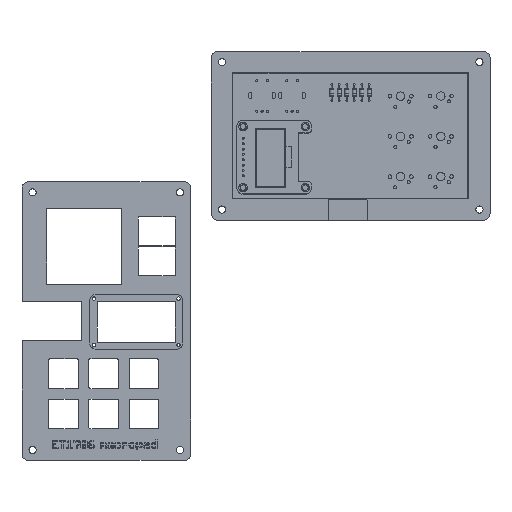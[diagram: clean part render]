
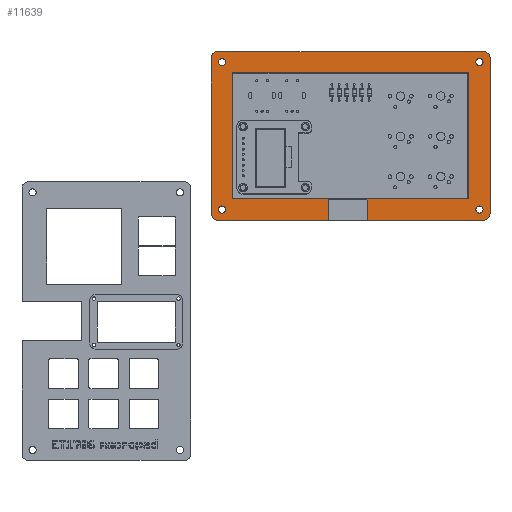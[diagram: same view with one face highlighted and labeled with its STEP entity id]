
A CAD part, top view. The second image highlights one B-rep face of the part: STEP entity #11639.
In plain terms, the highlighted planar face has unit normal (0, 0, 1).
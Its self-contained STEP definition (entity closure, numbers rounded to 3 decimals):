
#298=FACE_BOUND('',#2137,.T.);
#299=FACE_BOUND('',#2138,.T.);
#300=FACE_BOUND('',#2139,.T.);
#301=FACE_BOUND('',#2140,.T.);
#706=PLANE('',#12669);
#1310=FACE_OUTER_BOUND('',#2136,.T.);
#2136=EDGE_LOOP('',(#10624,#10625,#10626,#10627,#10628,#10629,#10630,#10631,
#10632,#10633,#10634,#10635,#10636,#10637,#10638,#10639));
#2137=EDGE_LOOP('',(#10640));
#2138=EDGE_LOOP('',(#10641));
#2139=EDGE_LOOP('',(#10642));
#2140=EDGE_LOOP('',(#10643));
#3343=LINE('',#19026,#4555);
#3344=LINE('',#19030,#4556);
#3345=LINE('',#19032,#4557);
#3346=LINE('',#19034,#4558);
#3347=LINE('',#19036,#4559);
#3348=LINE('',#19038,#4560);
#3349=LINE('',#19040,#4561);
#3350=LINE('',#19042,#4562);
#3351=LINE('',#19044,#4563);
#3352=LINE('',#19046,#4564);
#3353=LINE('',#19050,#4565);
#3354=LINE('',#19053,#4566);
#4555=VECTOR('',#15791,10.);
#4556=VECTOR('',#15794,10.);
#4557=VECTOR('',#15795,10.);
#4558=VECTOR('',#15796,10.);
#4559=VECTOR('',#15797,10.);
#4560=VECTOR('',#15798,10.);
#4561=VECTOR('',#15799,10.);
#4562=VECTOR('',#15800,10.);
#4563=VECTOR('',#15801,10.);
#4564=VECTOR('',#15802,10.);
#4565=VECTOR('',#15805,10.);
#4566=VECTOR('',#15808,10.);
#4952=CIRCLE('',#12667,3.);
#4954=CIRCLE('',#12670,3.);
#4955=CIRCLE('',#12671,3.);
#4956=CIRCLE('',#12672,3.);
#4957=CIRCLE('',#12673,1.7);
#4958=CIRCLE('',#12674,1.7);
#4959=CIRCLE('',#12675,1.7);
#4960=CIRCLE('',#12676,1.7);
#5937=VERTEX_POINT('',#19016);
#5938=VERTEX_POINT('',#19017);
#5941=VERTEX_POINT('',#19025);
#5942=VERTEX_POINT('',#19027);
#5943=VERTEX_POINT('',#19029);
#5944=VERTEX_POINT('',#19031);
#5945=VERTEX_POINT('',#19033);
#5946=VERTEX_POINT('',#19035);
#5947=VERTEX_POINT('',#19037);
#5948=VERTEX_POINT('',#19039);
#5949=VERTEX_POINT('',#19041);
#5950=VERTEX_POINT('',#19043);
#5951=VERTEX_POINT('',#19045);
#5952=VERTEX_POINT('',#19047);
#5953=VERTEX_POINT('',#19049);
#5954=VERTEX_POINT('',#19051);
#5955=VERTEX_POINT('',#19054);
#5956=VERTEX_POINT('',#19056);
#5957=VERTEX_POINT('',#19058);
#5958=VERTEX_POINT('',#19060);
#7506=EDGE_CURVE('',#5937,#5938,#4952,.T.);
#7510=EDGE_CURVE('',#5937,#5941,#3343,.T.);
#7511=EDGE_CURVE('',#5942,#5941,#4954,.T.);
#7512=EDGE_CURVE('',#5942,#5943,#3344,.T.);
#7513=EDGE_CURVE('',#5943,#5944,#3345,.T.);
#7514=EDGE_CURVE('',#5944,#5945,#3346,.T.);
#7515=EDGE_CURVE('',#5945,#5946,#3347,.T.);
#7516=EDGE_CURVE('',#5946,#5947,#3348,.T.);
#7517=EDGE_CURVE('',#5947,#5948,#3349,.T.);
#7518=EDGE_CURVE('',#5948,#5949,#3350,.T.);
#7519=EDGE_CURVE('',#5949,#5950,#3351,.T.);
#7520=EDGE_CURVE('',#5950,#5951,#3352,.T.);
#7521=EDGE_CURVE('',#5952,#5951,#4955,.T.);
#7522=EDGE_CURVE('',#5952,#5953,#3353,.T.);
#7523=EDGE_CURVE('',#5954,#5953,#4956,.T.);
#7524=EDGE_CURVE('',#5954,#5938,#3354,.T.);
#7525=EDGE_CURVE('',#5955,#5955,#4957,.T.);
#7526=EDGE_CURVE('',#5956,#5956,#4958,.T.);
#7527=EDGE_CURVE('',#5957,#5957,#4959,.T.);
#7528=EDGE_CURVE('',#5958,#5958,#4960,.T.);
#10624=ORIENTED_EDGE('',*,*,#7506,.F.);
#10625=ORIENTED_EDGE('',*,*,#7510,.T.);
#10626=ORIENTED_EDGE('',*,*,#7511,.F.);
#10627=ORIENTED_EDGE('',*,*,#7512,.T.);
#10628=ORIENTED_EDGE('',*,*,#7513,.T.);
#10629=ORIENTED_EDGE('',*,*,#7514,.T.);
#10630=ORIENTED_EDGE('',*,*,#7515,.T.);
#10631=ORIENTED_EDGE('',*,*,#7516,.T.);
#10632=ORIENTED_EDGE('',*,*,#7517,.T.);
#10633=ORIENTED_EDGE('',*,*,#7518,.T.);
#10634=ORIENTED_EDGE('',*,*,#7519,.T.);
#10635=ORIENTED_EDGE('',*,*,#7520,.T.);
#10636=ORIENTED_EDGE('',*,*,#7521,.F.);
#10637=ORIENTED_EDGE('',*,*,#7522,.T.);
#10638=ORIENTED_EDGE('',*,*,#7523,.F.);
#10639=ORIENTED_EDGE('',*,*,#7524,.T.);
#10640=ORIENTED_EDGE('',*,*,#7525,.T.);
#10641=ORIENTED_EDGE('',*,*,#7526,.T.);
#10642=ORIENTED_EDGE('',*,*,#7527,.T.);
#10643=ORIENTED_EDGE('',*,*,#7528,.T.);
#11639=ADVANCED_FACE('',(#1310,#298,#299,#300,#301),#706,.T.);
#12667=AXIS2_PLACEMENT_3D('',#19018,#15783,#15784);
#12669=AXIS2_PLACEMENT_3D('',#19024,#15789,#15790);
#12670=AXIS2_PLACEMENT_3D('',#19028,#15792,#15793);
#12671=AXIS2_PLACEMENT_3D('',#19048,#15803,#15804);
#12672=AXIS2_PLACEMENT_3D('',#19052,#15806,#15807);
#12673=AXIS2_PLACEMENT_3D('',#19055,#15809,#15810);
#12674=AXIS2_PLACEMENT_3D('',#19057,#15811,#15812);
#12675=AXIS2_PLACEMENT_3D('',#19059,#15813,#15814);
#12676=AXIS2_PLACEMENT_3D('',#19061,#15815,#15816);
#15783=DIRECTION('center_axis',(0.,0.,-1.));
#15784=DIRECTION('ref_axis',(-0.707,0.707,0.));
#15789=DIRECTION('center_axis',(0.,0.,1.));
#15790=DIRECTION('ref_axis',(1.,0.,0.));
#15791=DIRECTION('',(0.,-1.,0.));
#15792=DIRECTION('center_axis',(0.,0.,-1.));
#15793=DIRECTION('ref_axis',(-0.707,-0.707,0.));
#15794=DIRECTION('',(1.,0.,0.));
#15795=DIRECTION('',(0.,1.,0.));
#15796=DIRECTION('',(-1.,0.,0.));
#15797=DIRECTION('',(0.,1.,0.));
#15798=DIRECTION('',(1.,0.,0.));
#15799=DIRECTION('',(0.,-1.,0.));
#15800=DIRECTION('',(-1.,0.,0.));
#15801=DIRECTION('',(0.,-1.,0.));
#15802=DIRECTION('',(1.,0.,0.));
#15803=DIRECTION('center_axis',(0.,0.,-1.));
#15804=DIRECTION('ref_axis',(0.707,-0.707,0.));
#15805=DIRECTION('',(0.,1.,0.));
#15806=DIRECTION('center_axis',(0.,0.,-1.));
#15807=DIRECTION('ref_axis',(0.707,0.707,0.));
#15808=DIRECTION('',(-1.,0.,0.));
#15809=DIRECTION('center_axis',(0.,0.,-1.));
#15810=DIRECTION('ref_axis',(1.,0.,0.));
#15811=DIRECTION('center_axis',(0.,0.,-1.));
#15812=DIRECTION('ref_axis',(1.,0.,0.));
#15813=DIRECTION('center_axis',(0.,0.,-1.));
#15814=DIRECTION('ref_axis',(1.,0.,0.));
#15815=DIRECTION('center_axis',(0.,0.,-1.));
#15816=DIRECTION('ref_axis',(1.,0.,0.));
#19016=CARTESIAN_POINT('',(-49.732,44.709,13.));
#19017=CARTESIAN_POINT('',(-46.732,47.709,13.));
#19018=CARTESIAN_POINT('Origin',(-46.732,44.709,13.));
#19024=CARTESIAN_POINT('Origin',(-44.732,42.709,13.));
#19025=CARTESIAN_POINT('',(-49.732,-29.141,13.));
#19026=CARTESIAN_POINT('',(-49.732,-32.141,13.));
#19027=CARTESIAN_POINT('',(-46.732,-32.141,13.));
#19028=CARTESIAN_POINT('Origin',(-46.732,-29.141,13.));
#19029=CARTESIAN_POINT('',(5.608,-32.141,13.));
#19030=CARTESIAN_POINT('',(82.238,-32.141,13.));
#19031=CARTESIAN_POINT('',(5.608,-22.141,13.));
#19032=CARTESIAN_POINT('',(5.608,5.284,13.));
#19033=CARTESIAN_POINT('',(-39.732,-22.141,13.));
#19034=CARTESIAN_POINT('',(72.238,-22.141,13.));
#19035=CARTESIAN_POINT('',(-39.732,37.709,13.));
#19036=CARTESIAN_POINT('',(-39.732,-22.141,13.));
#19037=CARTESIAN_POINT('',(72.238,37.709,13.));
#19038=CARTESIAN_POINT('',(-39.732,37.709,13.));
#19039=CARTESIAN_POINT('',(72.238,-22.141,13.));
#19040=CARTESIAN_POINT('',(72.238,37.709,13.));
#19041=CARTESIAN_POINT('',(24.108,-22.141,13.));
#19042=CARTESIAN_POINT('',(72.238,-22.141,13.));
#19043=CARTESIAN_POINT('',(24.108,-32.141,13.));
#19044=CARTESIAN_POINT('',(24.108,10.284,13.));
#19045=CARTESIAN_POINT('',(79.238,-32.141,13.));
#19046=CARTESIAN_POINT('',(82.238,-32.141,13.));
#19047=CARTESIAN_POINT('',(82.238,-29.141,13.));
#19048=CARTESIAN_POINT('Origin',(79.238,-29.141,13.));
#19049=CARTESIAN_POINT('',(82.238,44.709,13.));
#19050=CARTESIAN_POINT('',(82.238,-32.141,13.));
#19051=CARTESIAN_POINT('',(79.238,47.709,13.));
#19052=CARTESIAN_POINT('Origin',(79.238,44.709,13.));
#19053=CARTESIAN_POINT('',(82.238,47.709,13.));
#19054=CARTESIAN_POINT('',(-46.432,42.709,13.));
#19055=CARTESIAN_POINT('Origin',(-44.732,42.709,13.));
#19056=CARTESIAN_POINT('',(75.538,-27.141,13.));
#19057=CARTESIAN_POINT('Origin',(77.238,-27.141,13.));
#19058=CARTESIAN_POINT('',(75.538,42.709,13.));
#19059=CARTESIAN_POINT('Origin',(77.238,42.709,13.));
#19060=CARTESIAN_POINT('',(-46.432,-27.141,13.));
#19061=CARTESIAN_POINT('Origin',(-44.732,-27.141,13.));
